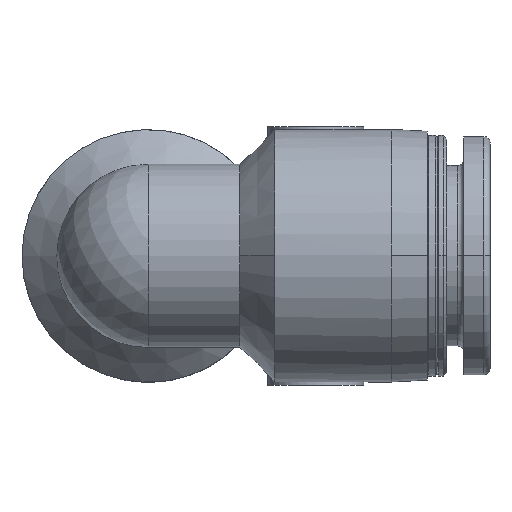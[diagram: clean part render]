
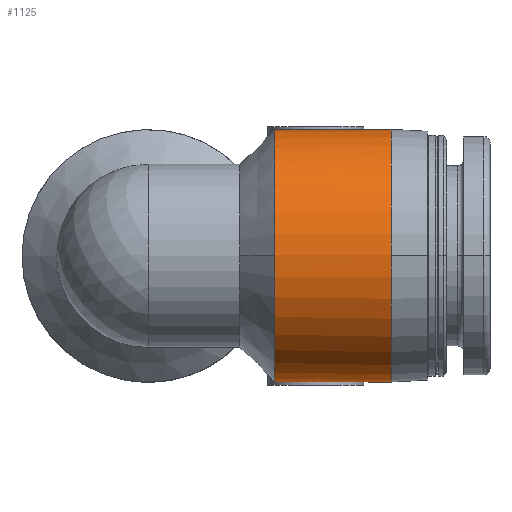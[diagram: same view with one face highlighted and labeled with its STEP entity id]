
A CAD part, top view. The second image highlights one B-rep face of the part: STEP entity #1125.
In plain terms, the highlighted cylindrical face has radius 10.5 mm (diameter 21 mm), a full revolution.
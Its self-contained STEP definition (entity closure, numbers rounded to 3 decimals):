
#35=B_SPLINE_CURVE_WITH_KNOTS('',3,(#1877,#1878,#1879,#1880,#1881,#1882,
#1883,#1884,#1885,#1886,#1887,#1888,#1889,#1890,#1891,#1892,#1893,#1894,
#1895,#1896,#1897,#1898,#1899,#1900,#1901,#1902,#1903,#1904),
 .UNSPECIFIED.,.F.,.F.,(4,2,2,2,2,2,2,2,2,2,2,2,2,4),(9.82,
10.552,11.405,12.259,12.762,13.014,
13.266,13.517,13.769,14.272,15.126,
15.98,16.834,17.688),.UNSPECIFIED.);
#36=B_SPLINE_CURVE_WITH_KNOTS('',3,(#1910,#1911,#1912,#1913,#1914,#1915,
#1916,#1917,#1918,#1919,#1920,#1921,#1922,#1923,#1924,#1925,#1926,#1927,
#1928,#1929,#1930,#1931,#1932,#1933,#1934,#1935,#1936,#1937),
 .UNSPECIFIED.,.F.,.F.,(4,2,2,2,2,2,2,2,2,2,2,2,2,4),(0.,0.854,
1.708,2.561,3.415,3.919,4.17,
4.422,4.674,4.925,5.429,6.282,
7.136,7.868),.UNSPECIFIED.);
#92=FACE_OUTER_BOUND('',#165,.T.);
#165=EDGE_LOOP('',(#783,#784,#785,#786,#787,#788,#789,#790,#791,#792));
#244=CIRCLE('',#1200,10.5);
#252=CIRCLE('',#1214,10.5);
#254=CIRCLE('',#1217,10.5);
#255=CIRCLE('',#1218,10.5);
#357=LINE('',#1857,#412);
#358=LINE('',#1868,#413);
#360=LINE('',#1906,#415);
#412=VECTOR('',#1423,1.);
#413=VECTOR('',#1426,1.);
#415=VECTOR('',#1438,10.5);
#466=VERTEX_POINT('',#1813);
#469=VERTEX_POINT('',#1820);
#479=VERTEX_POINT('',#1855);
#481=VERTEX_POINT('',#1863);
#482=VERTEX_POINT('',#1867);
#484=VERTEX_POINT('',#1876);
#485=VERTEX_POINT('',#1905);
#486=VERTEX_POINT('',#1907);
#579=EDGE_CURVE('',#469,#466,#244,.T.);
#592=EDGE_CURVE('',#469,#479,#357,.T.);
#595=EDGE_CURVE('',#482,#481,#358,.T.);
#598=EDGE_CURVE('',#466,#481,#252,.T.);
#600=EDGE_CURVE('',#479,#484,#35,.T.);
#601=EDGE_CURVE('',#484,#485,#360,.T.);
#602=EDGE_CURVE('',#486,#485,#254,.T.);
#603=EDGE_CURVE('',#485,#486,#255,.T.);
#604=EDGE_CURVE('',#484,#482,#36,.T.);
#783=ORIENTED_EDGE('',*,*,#595,.T.);
#784=ORIENTED_EDGE('',*,*,#598,.F.);
#785=ORIENTED_EDGE('',*,*,#579,.F.);
#786=ORIENTED_EDGE('',*,*,#592,.T.);
#787=ORIENTED_EDGE('',*,*,#600,.T.);
#788=ORIENTED_EDGE('',*,*,#601,.T.);
#789=ORIENTED_EDGE('',*,*,#602,.F.);
#790=ORIENTED_EDGE('',*,*,#603,.F.);
#791=ORIENTED_EDGE('',*,*,#601,.F.);
#792=ORIENTED_EDGE('',*,*,#604,.T.);
#1092=CYLINDRICAL_SURFACE('',#1216,10.5);
#1125=ADVANCED_FACE('',(#92),#1092,.T.);
#1200=AXIS2_PLACEMENT_3D('',#1824,#1398,#1399);
#1214=AXIS2_PLACEMENT_3D('',#1873,#1432,#1433);
#1216=AXIS2_PLACEMENT_3D('',#1875,#1436,#1437);
#1217=AXIS2_PLACEMENT_3D('',#1908,#1439,#1440);
#1218=AXIS2_PLACEMENT_3D('',#1909,#1441,#1442);
#1398=DIRECTION('center_axis',(-1.,0.,0.));
#1399=DIRECTION('ref_axis',(0.,0.,1.));
#1423=DIRECTION('',(1.,0.,0.));
#1426=DIRECTION('',(-1.,0.,0.));
#1432=DIRECTION('center_axis',(-1.,0.,0.));
#1433=DIRECTION('ref_axis',(0.,0.,1.));
#1436=DIRECTION('center_axis',(-1.,0.,0.));
#1437=DIRECTION('ref_axis',(0.,0.,1.));
#1438=DIRECTION('',(1.,0.,0.));
#1439=DIRECTION('center_axis',(1.,0.,0.));
#1440=DIRECTION('ref_axis',(0.,0.,1.));
#1441=DIRECTION('center_axis',(1.,0.,0.));
#1442=DIRECTION('ref_axis',(0.,0.,1.));
#1813=CARTESIAN_POINT('',(10.5,0.,38.9));
#1820=CARTESIAN_POINT('',(10.5,-1.,17.948));
#1824=CARTESIAN_POINT('Origin',(10.5,0.,28.4));
#1855=CARTESIAN_POINT('',(11.872,-1.,17.948));
#1857=CARTESIAN_POINT('',(15.35,-1.,17.948));
#1863=CARTESIAN_POINT('',(10.5,1.,17.948));
#1867=CARTESIAN_POINT('',(11.872,1.,17.948));
#1868=CARTESIAN_POINT('',(15.35,1.,17.948));
#1873=CARTESIAN_POINT('Origin',(10.5,0.,28.4));
#1875=CARTESIAN_POINT('Origin',(15.35,0.,28.4));
#1876=CARTESIAN_POINT('',(16.007,0.,17.9));
#1877=CARTESIAN_POINT('Ctrl Pts',(11.872,-1.,17.948));
#1878=CARTESIAN_POINT('Ctrl Pts',(11.913,-1.251,17.972));
#1879=CARTESIAN_POINT('Ctrl Pts',(11.97,-1.5,18.005));
#1880=CARTESIAN_POINT('Ctrl Pts',(12.136,-2.017,18.092));
#1881=CARTESIAN_POINT('Ctrl Pts',(12.251,-2.281,18.148));
#1882=CARTESIAN_POINT('Ctrl Pts',(12.542,-2.758,18.266));
#1883=CARTESIAN_POINT('Ctrl Pts',(12.717,-2.972,18.328));
#1884=CARTESIAN_POINT('Ctrl Pts',(13.065,-3.247,18.414));
#1885=CARTESIAN_POINT('Ctrl Pts',(13.22,-3.341,18.445));
#1886=CARTESIAN_POINT('Ctrl Pts',(13.47,-3.435,18.478));
#1887=CARTESIAN_POINT('Ctrl Pts',(13.556,-3.459,18.486));
#1888=CARTESIAN_POINT('Ctrl Pts',(13.729,-3.491,18.497));
#1889=CARTESIAN_POINT('Ctrl Pts',(13.816,-3.499,18.5));
#1890=CARTESIAN_POINT('Ctrl Pts',(13.984,-3.499,18.5));
#1891=CARTESIAN_POINT('Ctrl Pts',(14.071,-3.491,18.497));
#1892=CARTESIAN_POINT('Ctrl Pts',(14.244,-3.459,18.486));
#1893=CARTESIAN_POINT('Ctrl Pts',(14.33,-3.435,18.478));
#1894=CARTESIAN_POINT('Ctrl Pts',(14.58,-3.341,18.445));
#1895=CARTESIAN_POINT('Ctrl Pts',(14.735,-3.247,18.414));
#1896=CARTESIAN_POINT('Ctrl Pts',(15.083,-2.972,18.328));
#1897=CARTESIAN_POINT('Ctrl Pts',(15.258,-2.758,18.266));
#1898=CARTESIAN_POINT('Ctrl Pts',(15.549,-2.281,18.148));
#1899=CARTESIAN_POINT('Ctrl Pts',(15.664,-2.017,18.092));
#1900=CARTESIAN_POINT('Ctrl Pts',(15.842,-1.46,17.998));
#1901=CARTESIAN_POINT('Ctrl Pts',(15.906,-1.168,17.961));
#1902=CARTESIAN_POINT('Ctrl Pts',(15.988,-0.58,17.912));
#1903=CARTESIAN_POINT('Ctrl Pts',(16.007,-0.285,17.9));
#1904=CARTESIAN_POINT('Ctrl Pts',(16.007,0.,
17.9));
#1905=CARTESIAN_POINT('',(20.2,0.,17.9));
#1906=CARTESIAN_POINT('',(15.35,0.,17.9));
#1907=CARTESIAN_POINT('',(20.2,0.,38.9));
#1908=CARTESIAN_POINT('Origin',(20.2,0.,28.4));
#1909=CARTESIAN_POINT('Origin',(20.2,0.,28.4));
#1910=CARTESIAN_POINT('Ctrl Pts',(16.007,0.,
17.9));
#1911=CARTESIAN_POINT('Ctrl Pts',(16.007,0.285,17.9));
#1912=CARTESIAN_POINT('Ctrl Pts',(15.988,0.58,17.912));
#1913=CARTESIAN_POINT('Ctrl Pts',(15.906,1.168,17.961));
#1914=CARTESIAN_POINT('Ctrl Pts',(15.842,1.46,17.998));
#1915=CARTESIAN_POINT('Ctrl Pts',(15.664,2.017,18.092));
#1916=CARTESIAN_POINT('Ctrl Pts',(15.549,2.281,18.148));
#1917=CARTESIAN_POINT('Ctrl Pts',(15.258,2.758,18.266));
#1918=CARTESIAN_POINT('Ctrl Pts',(15.083,2.972,18.328));
#1919=CARTESIAN_POINT('Ctrl Pts',(14.735,3.247,18.414));
#1920=CARTESIAN_POINT('Ctrl Pts',(14.58,3.341,18.445));
#1921=CARTESIAN_POINT('Ctrl Pts',(14.33,3.435,18.478));
#1922=CARTESIAN_POINT('Ctrl Pts',(14.244,3.459,18.486));
#1923=CARTESIAN_POINT('Ctrl Pts',(14.071,3.491,18.497));
#1924=CARTESIAN_POINT('Ctrl Pts',(13.984,3.499,18.5));
#1925=CARTESIAN_POINT('Ctrl Pts',(13.816,3.499,18.5));
#1926=CARTESIAN_POINT('Ctrl Pts',(13.729,3.491,18.497));
#1927=CARTESIAN_POINT('Ctrl Pts',(13.556,3.459,18.486));
#1928=CARTESIAN_POINT('Ctrl Pts',(13.47,3.435,18.478));
#1929=CARTESIAN_POINT('Ctrl Pts',(13.22,3.341,18.445));
#1930=CARTESIAN_POINT('Ctrl Pts',(13.065,3.247,18.414));
#1931=CARTESIAN_POINT('Ctrl Pts',(12.717,2.972,18.328));
#1932=CARTESIAN_POINT('Ctrl Pts',(12.542,2.758,18.266));
#1933=CARTESIAN_POINT('Ctrl Pts',(12.251,2.281,18.148));
#1934=CARTESIAN_POINT('Ctrl Pts',(12.136,2.017,18.092));
#1935=CARTESIAN_POINT('Ctrl Pts',(11.97,1.5,18.005));
#1936=CARTESIAN_POINT('Ctrl Pts',(11.913,1.251,17.972));
#1937=CARTESIAN_POINT('Ctrl Pts',(11.872,1.,17.948));
